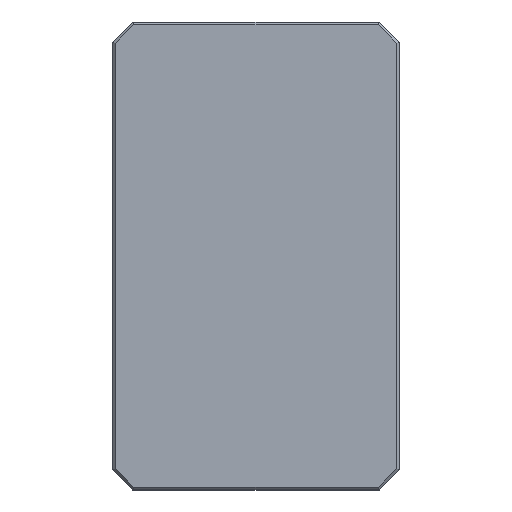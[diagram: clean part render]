
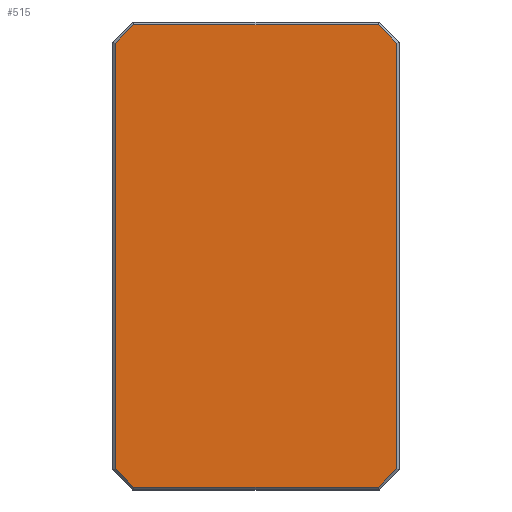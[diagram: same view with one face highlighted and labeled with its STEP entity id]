
A CAD part, top view. The second image highlights one B-rep face of the part: STEP entity #515.
In plain terms, the highlighted planar face has unit normal (0, 0, 1).
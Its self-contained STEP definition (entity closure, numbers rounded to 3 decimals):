
#67 = VERTEX_POINT ( 'NONE', #1619 ) ;
#72 = PLANE ( 'NONE',  #465 ) ;
#80 = CARTESIAN_POINT ( 'NONE',  ( 14.25, 23.25, 8.5 ) ) ;
#84 = LINE ( 'NONE', #597, #1451 ) ;
#185 = VECTOR ( 'NONE', #1038, 1000. ) ;
#196 = VERTEX_POINT ( 'NONE', #1677 ) ;
#209 = CARTESIAN_POINT ( 'NONE',  ( -14., 21.146, 8.5 ) ) ;
#227 = CARTESIAN_POINT ( 'NONE',  ( 14., 21.146, 8.5 ) ) ;
#247 = CARTESIAN_POINT ( 'NONE',  ( 12.146, -23., 8.5 ) ) ;
#271 = ORIENTED_EDGE ( 'NONE', *, *, #1410, .T. ) ;
#274 = VECTOR ( 'NONE', #621, 1000. ) ;
#378 = VERTEX_POINT ( 'NONE', #431 ) ;
#418 = ORIENTED_EDGE ( 'NONE', *, *, #1327, .T. ) ;
#431 = CARTESIAN_POINT ( 'NONE',  ( -14., -21.146, 8.5 ) ) ;
#465 = AXIS2_PLACEMENT_3D ( 'NONE', #80, #1520, #586 ) ;
#476 = DIRECTION ( 'NONE',  ( 0.707, 0.707, 0. ) ) ;
#484 = EDGE_CURVE ( 'NONE', #553, #1440, #1625, .T. ) ;
#514 = CARTESIAN_POINT ( 'NONE',  ( 14.25, 23., 8.5 ) ) ;
#515 = ADVANCED_FACE ( 'NONE', ( #1235 ), #72, .F. ) ;
#553 = VERTEX_POINT ( 'NONE', #1384 ) ;
#564 = LINE ( 'NONE', #827, #1415 ) ;
#585 = LINE ( 'NONE', #1624, #1386 ) ;
#586 = DIRECTION ( 'NONE',  ( -1., 0., 0. ) ) ;
#597 = CARTESIAN_POINT ( 'NONE',  ( -14.073, 21.073, 8.5 ) ) ;
#603 = VECTOR ( 'NONE', #1567, 1000. ) ;
#609 = DIRECTION ( 'NONE',  ( 0., 1., 0. ) ) ;
#614 = LINE ( 'NONE', #1663, #1658 ) ;
#615 = LINE ( 'NONE', #514, #185 ) ;
#621 = DIRECTION ( 'NONE',  ( 0.707, -0.707, 0. ) ) ;
#626 = VERTEX_POINT ( 'NONE', #893 ) ;
#652 = EDGE_CURVE ( 'NONE', #626, #196, #615, .T. ) ;
#677 = ORIENTED_EDGE ( 'NONE', *, *, #997, .T. ) ;
#757 = ORIENTED_EDGE ( 'NONE', *, *, #484, .T. ) ;
#789 = CARTESIAN_POINT ( 'NONE',  ( -14., 23.25, 8.5 ) ) ;
#805 = ORIENTED_EDGE ( 'NONE', *, *, #1170, .T. ) ;
#827 = CARTESIAN_POINT ( 'NONE',  ( 12.25, -23., 8.5 ) ) ;
#833 = VERTEX_POINT ( 'NONE', #209 ) ;
#893 = CARTESIAN_POINT ( 'NONE',  ( 12.146, 23., 8.5 ) ) ;
#955 = EDGE_CURVE ( 'NONE', #196, #833, #84, .T. ) ;
#997 = EDGE_CURVE ( 'NONE', #378, #67, #1034, .T. ) ;
#1021 = EDGE_LOOP ( 'NONE', ( #757, #418, #1581, #1612, #805, #677, #1638, #271 ) ) ;
#1034 = LINE ( 'NONE', #1553, #274 ) ;
#1038 = DIRECTION ( 'NONE',  ( -1., 0., 0. ) ) ;
#1049 = LINE ( 'NONE', #789, #603 ) ;
#1078 = DIRECTION ( 'NONE',  ( 1., 0., 0. ) ) ;
#1086 = DIRECTION ( 'NONE',  ( -0.707, 0.707, 0. ) ) ;
#1170 = EDGE_CURVE ( 'NONE', #833, #378, #1049, .T. ) ;
#1235 = FACE_OUTER_BOUND ( 'NONE', #1021, .T. ) ;
#1242 = CARTESIAN_POINT ( 'NONE',  ( 14., 23.25, 8.5 ) ) ;
#1275 = EDGE_CURVE ( 'NONE', #67, #1467, #564, .T. ) ;
#1327 = EDGE_CURVE ( 'NONE', #1440, #626, #585, .T. ) ;
#1358 = DIRECTION ( 'NONE',  ( -0.707, -0.707, 0. ) ) ;
#1384 = CARTESIAN_POINT ( 'NONE',  ( 14., -21.146, 8.5 ) ) ;
#1386 = VECTOR ( 'NONE', #1086, 1000. ) ;
#1410 = EDGE_CURVE ( 'NONE', #1467, #553, #614, .T. ) ;
#1415 = VECTOR ( 'NONE', #1078, 1000. ) ;
#1440 = VERTEX_POINT ( 'NONE', #227 ) ;
#1451 = VECTOR ( 'NONE', #1358, 1000. ) ;
#1467 = VERTEX_POINT ( 'NONE', #247 ) ;
#1520 = DIRECTION ( 'NONE',  ( 0., 0., -1. ) ) ;
#1553 = CARTESIAN_POINT ( 'NONE',  ( -12.073, -23.073, 8.5 ) ) ;
#1567 = DIRECTION ( 'NONE',  ( 0., -1., 0. ) ) ;
#1581 = ORIENTED_EDGE ( 'NONE', *, *, #652, .T. ) ;
#1612 = ORIENTED_EDGE ( 'NONE', *, *, #955, .T. ) ;
#1619 = CARTESIAN_POINT ( 'NONE',  ( -12.146, -23., 8.5 ) ) ;
#1624 = CARTESIAN_POINT ( 'NONE',  ( 12.073, 23.073, 8.5 ) ) ;
#1625 = LINE ( 'NONE', #1242, #1629 ) ;
#1629 = VECTOR ( 'NONE', #609, 1000. ) ;
#1638 = ORIENTED_EDGE ( 'NONE', *, *, #1275, .T. ) ;
#1658 = VECTOR ( 'NONE', #476, 1000. ) ;
#1663 = CARTESIAN_POINT ( 'NONE',  ( 14.073, -21.073, 8.5 ) ) ;
#1677 = CARTESIAN_POINT ( 'NONE',  ( -12.146, 23., 8.5 ) ) ;
